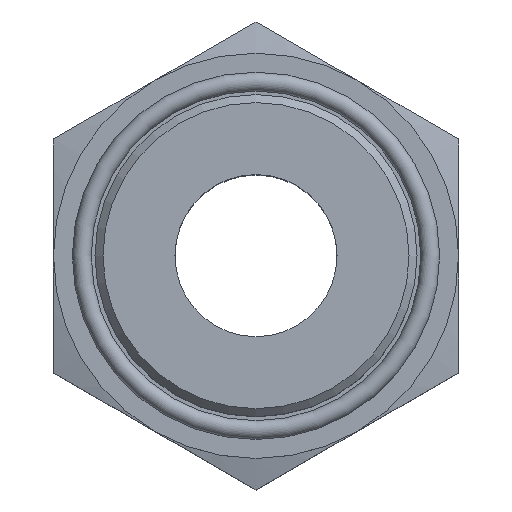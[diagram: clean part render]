
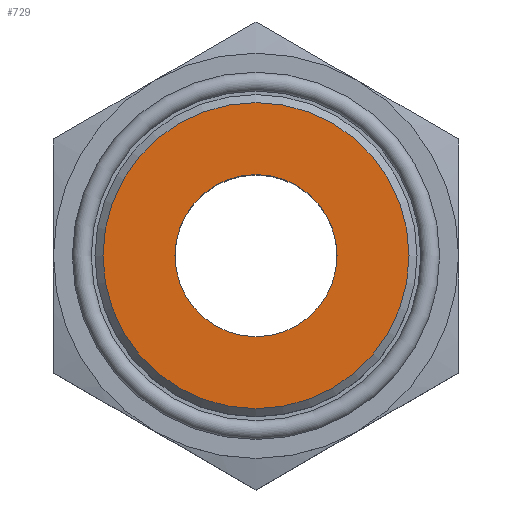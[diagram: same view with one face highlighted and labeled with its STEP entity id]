
A CAD part, top view. The second image highlights one B-rep face of the part: STEP entity #729.
In plain terms, the highlighted planar face has unit normal (0, 0, 1).
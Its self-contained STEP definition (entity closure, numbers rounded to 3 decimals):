
#41=PLANE('',#783);
#63=CIRCLE('',#781,28.328);
#65=CIRCLE('',#784,15.);
#115=ORIENTED_EDGE('',*,*,#235,.T.);
#116=ORIENTED_EDGE('',*,*,#233,.F.);
#233=EDGE_CURVE('',#285,#285,#63,.T.);
#235=EDGE_CURVE('',#287,#287,#65,.T.);
#285=VERTEX_POINT('',#1094);
#287=VERTEX_POINT('',#1099);
#341=EDGE_LOOP('',(#115));
#342=EDGE_LOOP('',(#116));
#397=FACE_BOUND('',#341,.T.);
#398=FACE_BOUND('',#342,.T.);
#729=ADVANCED_FACE('',(#397,#398),#41,.T.);
#781=AXIS2_PLACEMENT_3D('',#1093,#871,#872);
#783=AXIS2_PLACEMENT_3D('',#1097,#875,#876);
#784=AXIS2_PLACEMENT_3D('',#1098,#877,#878);
#871=DIRECTION('',(0.,0.,-1.));
#872=DIRECTION('',(-1.,0.,0.));
#875=DIRECTION('',(0.,0.,1.));
#876=DIRECTION('',(1.,0.,0.));
#877=DIRECTION('',(0.,0.,-1.));
#878=DIRECTION('',(-1.,0.,0.));
#1093=CARTESIAN_POINT('',(0.,0.,24.));
#1094=CARTESIAN_POINT('',(-28.328,0.,24.));
#1097=CARTESIAN_POINT('',(0.,28.328,24.));
#1098=CARTESIAN_POINT('',(0.,0.,24.));
#1099=CARTESIAN_POINT('',(-15.,0.,24.));
